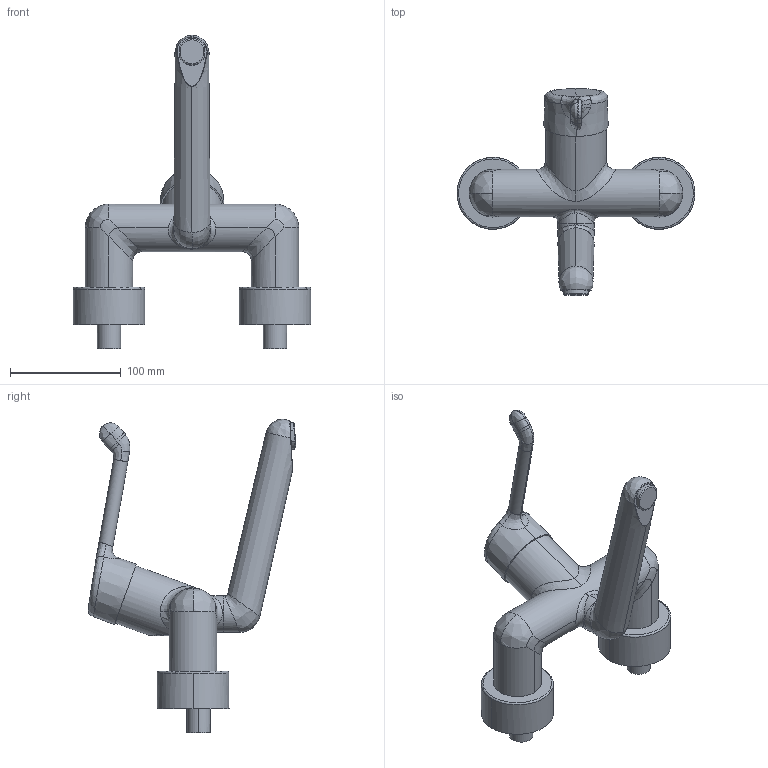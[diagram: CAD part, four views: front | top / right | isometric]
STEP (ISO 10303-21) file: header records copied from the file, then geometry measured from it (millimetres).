
FILE_DESCRIPTION (( 'STEP AP203' ), '1' );
FILE_NAME ('02562202+5526C.STEP', '2018-03-02T08:24:35', ( '' ), ( '' ), 'SwSTEP 2.0', 'SolidWorks 2016', '' );
FILE_SCHEMA (( 'CONFIG_CONTROL_DESIGN' ));
Length unit declared in the file: millimetre
Products named in the file (1): 02562202+5526C
Bounding box: 215 x 187.42 x 283.42 mm (x, y, z)
Volume: 915033 mm3; surface area: 109363.7 mm2
Topology: 1 solids, 1 shells, 146 faces, 351 edges, 216 vertices
Faces by surface type: bspline 60, cylinder 42, plane 32, cone 12
Entity records: 17714 total; most frequent: CARTESIAN_POINT 14733, ORIENTED_EDGE 694, DIRECTION 444, EDGE_CURVE 347, VERTEX_POINT 216, AXIS2_PLACEMENT_3D 181, B_SPLINE_CURVE_WITH_KNOTS 164, EDGE_LOOP 159
